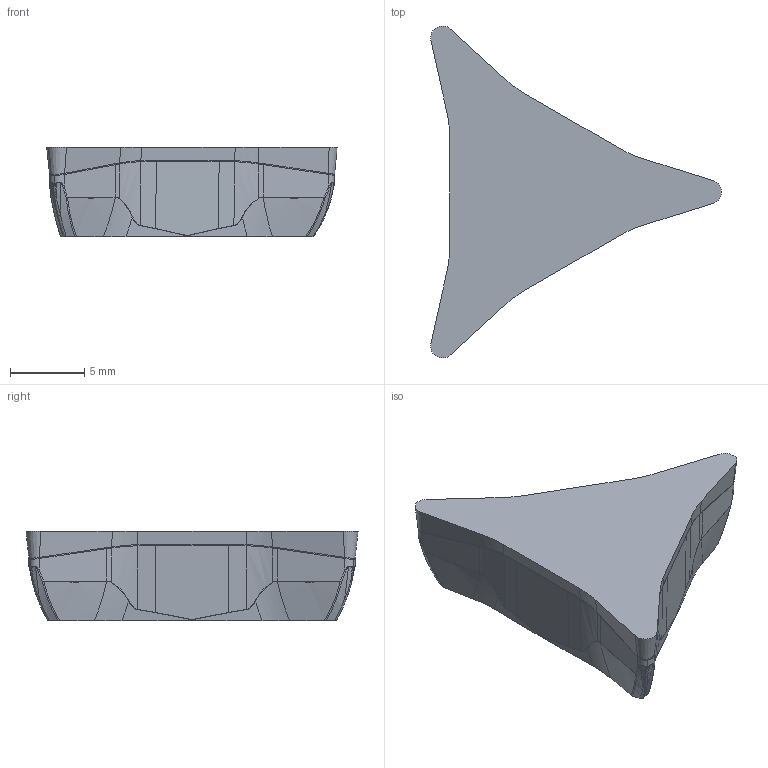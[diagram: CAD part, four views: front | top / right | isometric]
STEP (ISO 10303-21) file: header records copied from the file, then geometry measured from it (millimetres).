
FILE_DESCRIPTION(/* description */ (''),/* implementation_level */ '2;1');
FILE_NAME(/* name */ 'aaa324584_a.stp',/* time_stamp */ '2018-10-05T13:10:23+02:00',/* author */ (''),/* organization */ ('SMS'),/* preprocessor_version */ 'ST-DEVELOPER v15',/* originating_system */ 'SIEMENS PLM Software NX 8.5',/* authorisation */ '');
FILE_SCHEMA (('AUTOMOTIVE_DESIGN { 1 0 10303 214 3 1 1 1 }'));
Length unit declared in the file: millimetre
Products named in the file (1): AAA324584_A
Bounding box: 19.54 x 22.32 x 6 mm (x, y, z)
Volume: 1007.3 mm3; surface area: 724.9 mm2
Topology: 1 solids, 1 shells, 236 faces, 556 edges, 324 vertices
Faces by surface type: bspline 162, cone 21, cylinder 21, plane 20, torus 6, sphere 6
Entity records: 9728 total; most frequent: CARTESIAN_POINT 5310, ORIENTED_EDGE 1110, DIRECTION 649, EDGE_CURVE 555, VERTEX_POINT 321, AXIS2_PLACEMENT_3D 284, B_SPLINE_CURVE_WITH_KNOTS 268, ADVANCED_FACE 236
